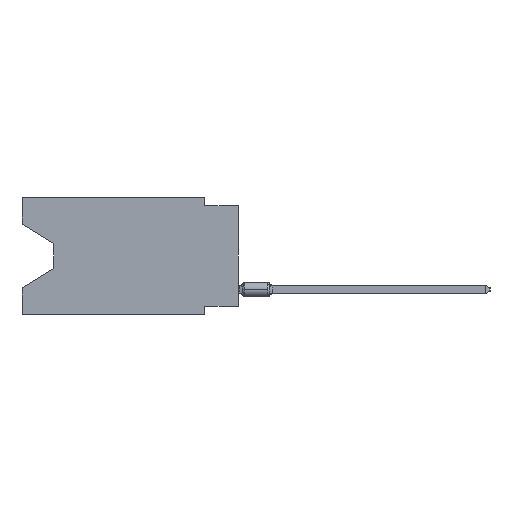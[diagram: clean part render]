
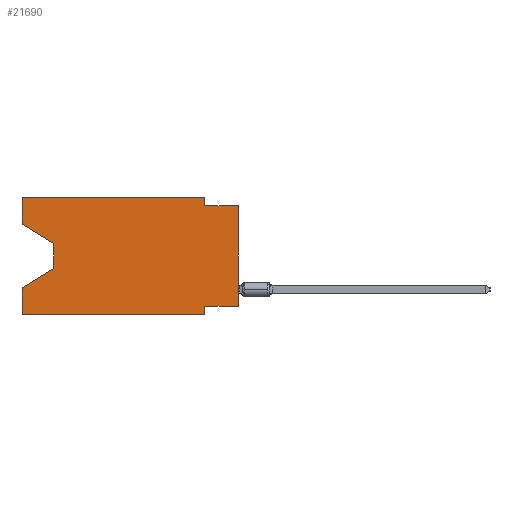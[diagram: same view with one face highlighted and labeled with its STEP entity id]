
A CAD part, left-side view. The second image highlights one B-rep face of the part: STEP entity #21690.
In plain terms, the highlighted planar face has unit normal (-1, 0, 0).
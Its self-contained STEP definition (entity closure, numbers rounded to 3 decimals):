
#292 = CARTESIAN_POINT ( 'NONE',  ( 0., 16.383, 0. ) ) ;
#719 = CARTESIAN_POINT ( 'NONE',  ( 0., 2.54, 0. ) ) ;
#796 = CARTESIAN_POINT ( 'NONE',  ( 0., 16.383, 0. ) ) ;
#876 = CARTESIAN_POINT ( 'NONE',  ( 0., 0., -8.255 ) ) ;
#1200 = ORIENTED_EDGE ( 'NONE', *, *, #10231, .T. ) ;
#1236 = ORIENTED_EDGE ( 'NONE', *, *, #21915, .F. ) ;
#1564 = CARTESIAN_POINT ( 'NONE',  ( 0., 16.383, 0. ) ) ;
#1965 = VERTEX_POINT ( 'NONE', #30772 ) ;
#2890 = LINE ( 'NONE', #292, #24510 ) ;
#2915 = FACE_OUTER_BOUND ( 'NONE', #25600, .T. ) ;
#3355 = DIRECTION ( 'NONE',  ( 0., 0., 1. ) ) ;
#3695 = DIRECTION ( 'NONE',  ( 0., -0.855, -0.519 ) ) ;
#4082 = EDGE_CURVE ( 'NONE', #22025, #4536, #12561, .T. ) ;
#4536 = VERTEX_POINT ( 'NONE', #26794 ) ;
#4614 = VERTEX_POINT ( 'NONE', #23189 ) ;
#4849 = ORIENTED_EDGE ( 'NONE', *, *, #17244, .F. ) ;
#5345 = EDGE_CURVE ( 'NONE', #30447, #14952, #22439, .T. ) ;
#5948 = ORIENTED_EDGE ( 'NONE', *, *, #29650, .F. ) ;
#6492 = VERTEX_POINT ( 'NONE', #29758 ) ;
#6945 = LINE ( 'NONE', #31900, #22117 ) ;
#8233 = LINE ( 'NONE', #25890, #20534 ) ;
#8654 = VECTOR ( 'NONE', #14752, 1000. ) ;
#8928 = ORIENTED_EDGE ( 'NONE', *, *, #10310, .T. ) ;
#8960 = DIRECTION ( 'NONE',  ( 0., -1., 0. ) ) ;
#9154 = VERTEX_POINT ( 'NONE', #17396 ) ;
#9170 = AXIS2_PLACEMENT_3D ( 'NONE', #796, #30293, #20244 ) ;
#9208 = ORIENTED_EDGE ( 'NONE', *, *, #27025, .T. ) ;
#9850 = DIRECTION ( 'NONE',  ( 0., 0., -1. ) ) ;
#10231 = EDGE_CURVE ( 'NONE', #9154, #4614, #8233, .T. ) ;
#10310 = EDGE_CURVE ( 'NONE', #4614, #22025, #23617, .T. ) ;
#10326 = CARTESIAN_POINT ( 'NONE',  ( 0., 13.97, -5.385 ) ) ;
#10467 = VECTOR ( 'NONE', #15468, 1000. ) ;
#10718 = ORIENTED_EDGE ( 'NONE', *, *, #11183, .F. ) ;
#10763 = DIRECTION ( 'NONE',  ( 0., 1., 0. ) ) ;
#10910 = VECTOR ( 'NONE', #25900, 1000. ) ;
#11183 = EDGE_CURVE ( 'NONE', #9154, #12539, #18264, .T. ) ;
#11313 = CARTESIAN_POINT ( 'NONE',  ( 0., 0., -0.635 ) ) ;
#11315 = LINE ( 'NONE', #23304, #10910 ) ;
#11351 = CARTESIAN_POINT ( 'NONE',  ( 0., 0., -8.255 ) ) ;
#11470 = CARTESIAN_POINT ( 'NONE',  ( 0., 13.97, -3.505 ) ) ;
#11480 = VERTEX_POINT ( 'NONE', #27088 ) ;
#12539 = VERTEX_POINT ( 'NONE', #29065 ) ;
#12561 = LINE ( 'NONE', #22122, #15080 ) ;
#12885 = LINE ( 'NONE', #876, #27901 ) ;
#13076 = ORIENTED_EDGE ( 'NONE', *, *, #27112, .F. ) ;
#13119 = PLANE ( 'NONE',  #9170 ) ;
#13305 = VERTEX_POINT ( 'NONE', #11313 ) ;
#13662 = CARTESIAN_POINT ( 'NONE',  ( 0., 0., -0.635 ) ) ;
#13740 = DIRECTION ( 'NONE',  ( 0., 0., -1. ) ) ;
#14242 = CARTESIAN_POINT ( 'NONE',  ( 0., 2.54, 0. ) ) ;
#14752 = DIRECTION ( 'NONE',  ( 0., -1., 0. ) ) ;
#14952 = VERTEX_POINT ( 'NONE', #23210 ) ;
#15080 = VECTOR ( 'NONE', #31859, 1000. ) ;
#15468 = DIRECTION ( 'NONE',  ( 0., 0., -1. ) ) ;
#16439 = ORIENTED_EDGE ( 'NONE', *, *, #17954, .T. ) ;
#16442 = VERTEX_POINT ( 'NONE', #11351 ) ;
#17179 = ORIENTED_EDGE ( 'NONE', *, *, #5345, .F. ) ;
#17244 = EDGE_CURVE ( 'NONE', #14952, #13305, #23541, .T. ) ;
#17396 = CARTESIAN_POINT ( 'NONE',  ( 0., 16.383, -2.038 ) ) ;
#17567 = VECTOR ( 'NONE', #8960, 1000. ) ;
#17787 = DIRECTION ( 'NONE',  ( 0., 0., 1. ) ) ;
#17954 = EDGE_CURVE ( 'NONE', #6492, #1965, #11315, .T. ) ;
#18264 = LINE ( 'NONE', #1564, #28584 ) ;
#20244 = DIRECTION ( 'NONE',  ( 0., 0., -1. ) ) ;
#20534 = VECTOR ( 'NONE', #3695, 1000. ) ;
#21538 = EDGE_CURVE ( 'NONE', #12539, #30447, #31937, .T. ) ;
#21690 = ADVANCED_FACE ( 'NONE', ( #2915 ), #13119, .F. ) ;
#21915 = EDGE_CURVE ( 'NONE', #11480, #1965, #6945, .T. ) ;
#21975 = ORIENTED_EDGE ( 'NONE', *, *, #21538, .F. ) ;
#22025 = VERTEX_POINT ( 'NONE', #10326 ) ;
#22117 = VECTOR ( 'NONE', #9850, 1000. ) ;
#22122 = CARTESIAN_POINT ( 'NONE',  ( 0., 13.97, -5.385 ) ) ;
#22439 = LINE ( 'NONE', #719, #10467 ) ;
#23189 = CARTESIAN_POINT ( 'NONE',  ( 0., 13.97, -3.505 ) ) ;
#23210 = CARTESIAN_POINT ( 'NONE',  ( 0., 2.54, -0.635 ) ) ;
#23304 = CARTESIAN_POINT ( 'NONE',  ( 0., 16.383, -8.89 ) ) ;
#23541 = LINE ( 'NONE', #13662, #17567 ) ;
#23617 = LINE ( 'NONE', #11470, #27208 ) ;
#24510 = VECTOR ( 'NONE', #17787, 1000. ) ;
#25600 = EDGE_LOOP ( 'NONE', ( #1200, #8928, #29016, #5948, #16439, #1236, #13076, #9208, #4849, #17179, #21975, #10718 ) ) ;
#25817 = VECTOR ( 'NONE', #32012, 1000. ) ;
#25890 = CARTESIAN_POINT ( 'NONE',  ( 0., 16.383, -2.038 ) ) ;
#25900 = DIRECTION ( 'NONE',  ( 0., -1., 0. ) ) ;
#26794 = CARTESIAN_POINT ( 'NONE',  ( 0., 16.383, -6.852 ) ) ;
#27025 = EDGE_CURVE ( 'NONE', #16442, #13305, #29421, .T. ) ;
#27088 = CARTESIAN_POINT ( 'NONE',  ( 0., 2.54, -8.255 ) ) ;
#27112 = EDGE_CURVE ( 'NONE', #16442, #11480, #12885, .T. ) ;
#27208 = VECTOR ( 'NONE', #13740, 1000. ) ;
#27901 = VECTOR ( 'NONE', #10763, 1000. ) ;
#28584 = VECTOR ( 'NONE', #3355, 1000. ) ;
#29016 = ORIENTED_EDGE ( 'NONE', *, *, #4082, .T. ) ;
#29065 = CARTESIAN_POINT ( 'NONE',  ( 0., 16.383, 0. ) ) ;
#29346 = CARTESIAN_POINT ( 'NONE',  ( 0., 16.383, 0. ) ) ;
#29421 = LINE ( 'NONE', #31861, #25817 ) ;
#29650 = EDGE_CURVE ( 'NONE', #6492, #4536, #2890, .T. ) ;
#29758 = CARTESIAN_POINT ( 'NONE',  ( 0., 16.383, -8.89 ) ) ;
#30293 = DIRECTION ( 'NONE',  ( 1., 0., 0. ) ) ;
#30447 = VERTEX_POINT ( 'NONE', #14242 ) ;
#30772 = CARTESIAN_POINT ( 'NONE',  ( 0., 2.54, -8.89 ) ) ;
#31859 = DIRECTION ( 'NONE',  ( 0., 0.855, -0.519 ) ) ;
#31861 = CARTESIAN_POINT ( 'NONE',  ( 0., 0., 0. ) ) ;
#31900 = CARTESIAN_POINT ( 'NONE',  ( 0., 2.54, -8.89 ) ) ;
#31937 = LINE ( 'NONE', #29346, #8654 ) ;
#32012 = DIRECTION ( 'NONE',  ( 0., 0., 1. ) ) ;
